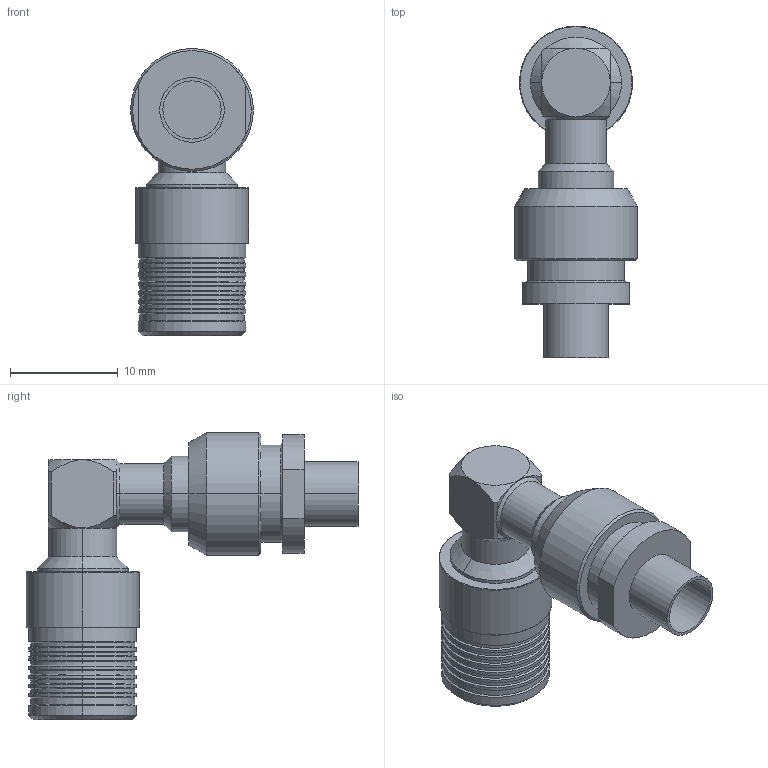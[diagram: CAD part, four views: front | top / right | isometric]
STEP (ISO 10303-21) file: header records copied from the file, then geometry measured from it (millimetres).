
FILE_DESCRIPTION (( 'STEP AP203' ), '1' );
FILE_NAME ('R324.195.L02A.STEP', '2015-04-08T09:38:42', ( '' ), ( '' ), 'SwSTEP 2.0', 'SolidWorks 2014', '' );
FILE_SCHEMA (( 'CONFIG_CONTROL_DESIGN' ));
Length unit declared in the file: metre
Products named in the file (1): R324.195.L02A
Bounding box: 11.4 x 30.79 x 26.62 mm (x, y, z)
Volume: 2401 mm3; surface area: 1925.7 mm2
Topology: 1 solids, 1 shells, 218 faces, 520 edges, 314 vertices
Faces by surface type: cylinder 78, cone 72, plane 54, torus 14
Entity records: 6757 total; most frequent: CARTESIAN_POINT 1583, DIRECTION 1130, ORIENTED_EDGE 1040, EDGE_CURVE 520, AXIS2_PLACEMENT_3D 453, VERTEX_POINT 314, CIRCLE 234, EDGE_LOOP 228
